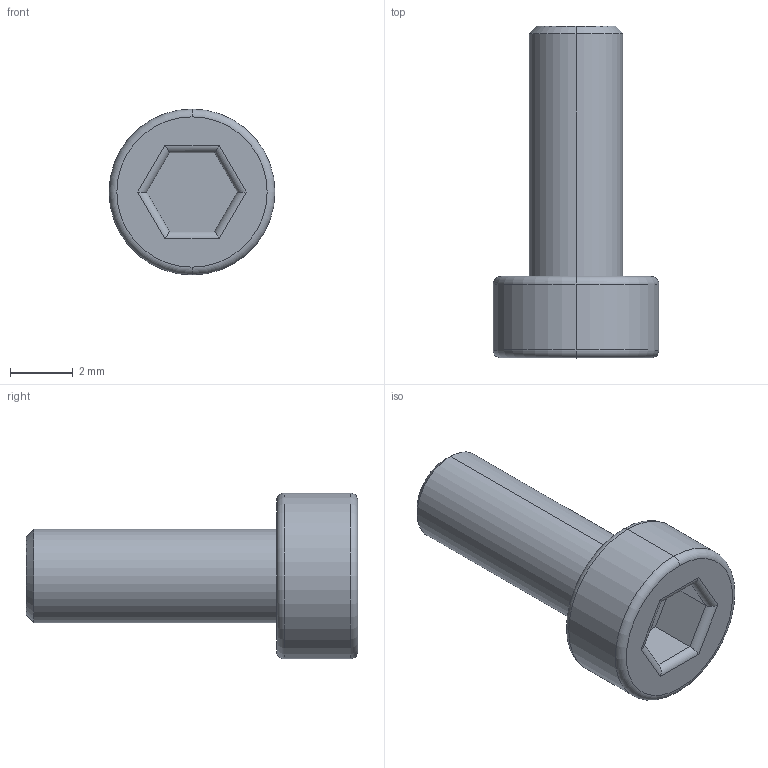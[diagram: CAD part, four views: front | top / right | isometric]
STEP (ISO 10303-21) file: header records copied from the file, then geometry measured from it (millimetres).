
FILE_DESCRIPTION (( 'STEP AP203' ), '1' );
FILE_NAME ('M3x8_Predeterminado_sldprt.STEP', '2024-02-29T15:20:10', ( '' ), ( '' ), 'SwSTEP 2.0', 'SolidWorks 2022', '' );
FILE_SCHEMA (( 'CONFIG_CONTROL_DESIGN' ));
Length unit declared in the file: millimetre
Products named in the file (1): M3x8_Predeterminado_sldprt
Bounding box: 5.3 x 10.6 x 5.3 mm (x, y, z)
Volume: 103.3 mm3; surface area: 172.4 mm2
Topology: 1 solids, 1 shells, 26 faces, 54 edges, 32 vertices
Faces by surface type: cylinder 10, plane 10, torus 4, cone 2
Entity records: 757 total; most frequent: CARTESIAN_POINT 131, DIRECTION 120, ORIENTED_EDGE 108, EDGE_CURVE 54, AXIS2_PLACEMENT_3D 45, VERTEX_POINT 32, LINE 30, VECTOR 30
